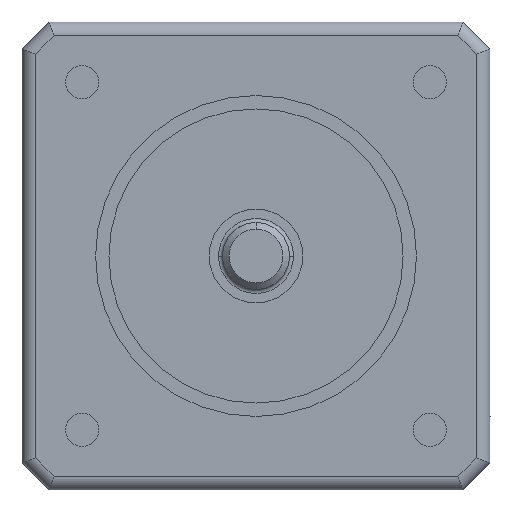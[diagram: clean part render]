
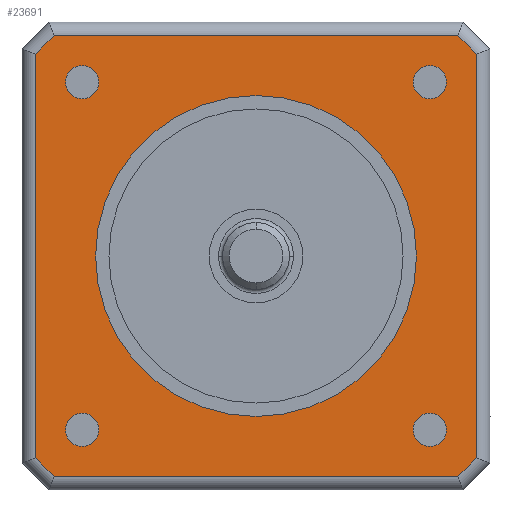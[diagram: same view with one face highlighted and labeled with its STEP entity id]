
A CAD part, left-side view. The second image highlights one B-rep face of the part: STEP entity #23691.
In plain terms, the highlighted planar face has unit normal (-1, 0, 0).
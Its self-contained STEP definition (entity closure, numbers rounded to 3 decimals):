
#1610=DIRECTION('',(0.,0.,1.));
#1611=VECTOR('',#1610,30.172);
#1612=CARTESIAN_POINT('',(-12.35,-16.5,-15.086));
#1613=LINE('',#1612,#1611);
#1628=CARTESIAN_POINT('',(-12.35,-16.5,-15.086));
#1663=DIRECTION('',(0.,-1.,0.));
#1664=VECTOR('',#1663,30.172);
#1665=CARTESIAN_POINT('',(-12.35,15.086,-16.5));
#1666=LINE('',#1665,#1664);
#1667=CARTESIAN_POINT('',(-12.35,-15.086,-16.5));
#1681=CARTESIAN_POINT('',(-12.35,15.086,-16.5));
#2243=DIRECTION('',(0.,1.,0.));
#2244=VECTOR('',#2243,30.172);
#2245=CARTESIAN_POINT('',(-12.35,-15.086,16.5));
#2246=LINE('',#2245,#2244);
#2247=CARTESIAN_POINT('',(-12.35,15.086,16.5));
#2257=CARTESIAN_POINT('',(-12.35,-15.086,16.5));
#2271=DIRECTION('',(0.,-0.707,0.707));
#2272=VECTOR('',#2271,2.);
#2273=CARTESIAN_POINT('',(-12.35,16.5,15.086));
#2274=LINE('',#2273,#2272);
#2275=DIRECTION('',(0.,-0.707,-0.707));
#2276=VECTOR('',#2275,2.);
#2277=CARTESIAN_POINT('',(-12.35,-15.086,16.5));
#2278=LINE('',#2277,#2276);
#2279=DIRECTION('',(0.,0.707,-0.707));
#2280=VECTOR('',#2279,2.);
#2281=CARTESIAN_POINT('',(-12.35,-16.5,-15.086));
#2282=LINE('',#2281,#2280);
#2283=DIRECTION('',(0.,0.707,0.707));
#2284=VECTOR('',#2283,2.);
#2285=CARTESIAN_POINT('',(-12.35,15.086,-16.5));
#2286=LINE('',#2285,#2284);
#2287=CARTESIAN_POINT('',(-12.35,0.,0.));
#2288=DIRECTION('',(-1.,0.,0.));
#2289=DIRECTION('',(0.,1.,0.));
#2290=AXIS2_PLACEMENT_3D('',#2287,#2288,#2289);
#2292=CARTESIAN_POINT('',(-12.35,0.,0.));
#2293=DIRECTION('',(-1.,0.,0.));
#2294=DIRECTION('',(0.,-1.,0.));
#2295=AXIS2_PLACEMENT_3D('',#2292,#2293,#2294);
#2297=CARTESIAN_POINT('',(-12.35,13.,13.));
#2298=DIRECTION('',(-1.,0.,0.));
#2299=DIRECTION('',(0.,1.,0.));
#2300=AXIS2_PLACEMENT_3D('',#2297,#2298,#2299);
#2302=CARTESIAN_POINT('',(-12.35,13.,13.));
#2303=DIRECTION('',(-1.,0.,0.));
#2304=DIRECTION('',(0.,-1.,0.));
#2305=AXIS2_PLACEMENT_3D('',#2302,#2303,#2304);
#2307=CARTESIAN_POINT('',(-12.35,13.,-13.));
#2308=DIRECTION('',(-1.,0.,0.));
#2309=DIRECTION('',(0.,0.,-1.));
#2310=AXIS2_PLACEMENT_3D('',#2307,#2308,#2309);
#2312=CARTESIAN_POINT('',(-12.35,13.,-13.));
#2313=DIRECTION('',(-1.,0.,0.));
#2314=DIRECTION('',(0.,0.,1.));
#2315=AXIS2_PLACEMENT_3D('',#2312,#2313,#2314);
#2317=CARTESIAN_POINT('',(-12.35,-13.,-13.));
#2318=DIRECTION('',(-1.,0.,0.));
#2319=DIRECTION('',(0.,-1.,0.));
#2320=AXIS2_PLACEMENT_3D('',#2317,#2318,#2319);
#2322=CARTESIAN_POINT('',(-12.35,-13.,-13.));
#2323=DIRECTION('',(-1.,0.,0.));
#2324=DIRECTION('',(0.,1.,0.));
#2325=AXIS2_PLACEMENT_3D('',#2322,#2323,#2324);
#2327=CARTESIAN_POINT('',(-12.35,-13.,13.));
#2328=DIRECTION('',(-1.,0.,0.));
#2329=DIRECTION('',(0.,0.,1.));
#2330=AXIS2_PLACEMENT_3D('',#2327,#2328,#2329);
#2332=CARTESIAN_POINT('',(-12.35,-13.,13.));
#2333=DIRECTION('',(-1.,0.,0.));
#2334=DIRECTION('',(0.,0.,-1.));
#2335=AXIS2_PLACEMENT_3D('',#2332,#2333,#2334);
#2341=DIRECTION('',(0.,0.,-1.));
#2342=VECTOR('',#2341,30.172);
#2343=CARTESIAN_POINT('',(-12.35,16.5,15.086));
#2344=LINE('',#2343,#2342);
#2345=CARTESIAN_POINT('',(-12.35,16.5,-15.086));
#16720=VERTEX_POINT('',#1628);
#16721=CARTESIAN_POINT('',(-12.35,-16.5,15.086));
#16722=VERTEX_POINT('',#16721);
#16723=VERTEX_POINT('',#1667);
#16724=VERTEX_POINT('',#1681);
#16727=VERTEX_POINT('',#2345);
#16888=VERTEX_POINT('',#2247);
#16889=CARTESIAN_POINT('',(-12.35,16.5,15.086));
#16890=VERTEX_POINT('',#16889);
#16891=VERTEX_POINT('',#2257);
#16892=CARTESIAN_POINT('',(-12.35,12.,0.));
#16893=CARTESIAN_POINT('',(-12.35,-12.,0.));
#16894=VERTEX_POINT('',#16892);
#16895=VERTEX_POINT('',#16893);
#16896=CARTESIAN_POINT('',(-12.35,14.25,13.));
#16897=CARTESIAN_POINT('',(-12.35,11.75,13.));
#16898=VERTEX_POINT('',#16896);
#16899=VERTEX_POINT('',#16897);
#16900=CARTESIAN_POINT('',(-12.35,13.,-14.25));
#16901=CARTESIAN_POINT('',(-12.35,13.,-11.75));
#16902=VERTEX_POINT('',#16900);
#16903=VERTEX_POINT('',#16901);
#16904=CARTESIAN_POINT('',(-12.35,-14.25,-13.));
#16905=CARTESIAN_POINT('',(-12.35,-11.75,-13.));
#16906=VERTEX_POINT('',#16904);
#16907=VERTEX_POINT('',#16905);
#16908=CARTESIAN_POINT('',(-12.35,-13.,14.25));
#16909=CARTESIAN_POINT('',(-12.35,-13.,11.75));
#16910=VERTEX_POINT('',#16908);
#16911=VERTEX_POINT('',#16909);
#23645=CARTESIAN_POINT('',(-12.35,0.,0.));
#23646=DIRECTION('',(-1.,0.,0.));
#23647=DIRECTION('',(0.,0.,-1.));
#23648=AXIS2_PLACEMENT_3D('',#23645,#23646,#23647);
#23649=PLANE('',#23648);
#23651=ORIENTED_EDGE('',*,*,#23650,.F.);
#23652=ORIENTED_EDGE('',*,*,#23610,.T.);
#23653=ORIENTED_EDGE('',*,*,#23625,.F.);
#23654=ORIENTED_EDGE('',*,*,#23636,.T.);
#23655=ORIENTED_EDGE('',*,*,#23113,.F.);
#23656=ORIENTED_EDGE('',*,*,#23129,.T.);
#23657=ORIENTED_EDGE('',*,*,#23169,.F.);
#23658=ORIENTED_EDGE('',*,*,#23184,.T.);
#23659=EDGE_LOOP('',(#23651,#23652,#23653,#23654,#23655,#23656,#23657,#23658));
#23660=FACE_OUTER_BOUND('',#23659,.F.);
#23662=ORIENTED_EDGE('',*,*,#23661,.T.);
#23664=ORIENTED_EDGE('',*,*,#23663,.T.);
#23665=EDGE_LOOP('',(#23662,#23664));
#23666=FACE_BOUND('',#23665,.F.);
#23668=ORIENTED_EDGE('',*,*,#23667,.T.);
#23670=ORIENTED_EDGE('',*,*,#23669,.T.);
#23671=EDGE_LOOP('',(#23668,#23670));
#23672=FACE_BOUND('',#23671,.F.);
#23674=ORIENTED_EDGE('',*,*,#23673,.T.);
#23676=ORIENTED_EDGE('',*,*,#23675,.T.);
#23677=EDGE_LOOP('',(#23674,#23676));
#23678=FACE_BOUND('',#23677,.F.);
#23680=ORIENTED_EDGE('',*,*,#23679,.T.);
#23682=ORIENTED_EDGE('',*,*,#23681,.T.);
#23683=EDGE_LOOP('',(#23680,#23682));
#23684=FACE_BOUND('',#23683,.F.);
#23686=ORIENTED_EDGE('',*,*,#23685,.T.);
#23688=ORIENTED_EDGE('',*,*,#23687,.T.);
#23689=EDGE_LOOP('',(#23686,#23688));
#23690=FACE_BOUND('',#23689,.F.);
#23691=ADVANCED_FACE('',(#23660,#23666,#23672,#23678,#23684,#23690),#23649,.T.);
#2291=CIRCLE('',#2290,12.);
#2296=CIRCLE('',#2295,12.);
#2301=CIRCLE('',#2300,1.25);
#2306=CIRCLE('',#2305,1.25);
#2311=CIRCLE('',#2310,1.25);
#2316=CIRCLE('',#2315,1.25);
#2321=CIRCLE('',#2320,1.25);
#2326=CIRCLE('',#2325,1.25);
#2331=CIRCLE('',#2330,1.25);
#2336=CIRCLE('',#2335,1.25);
#23113=EDGE_CURVE('',#16720,#16722,#1613,.T.);
#23129=EDGE_CURVE('',#16720,#16723,#2282,.T.);
#23169=EDGE_CURVE('',#16724,#16723,#1666,.T.);
#23184=EDGE_CURVE('',#16724,#16727,#2286,.T.);
#23610=EDGE_CURVE('',#16890,#16888,#2274,.T.);
#23625=EDGE_CURVE('',#16891,#16888,#2246,.T.);
#23636=EDGE_CURVE('',#16891,#16722,#2278,.T.);
#23650=EDGE_CURVE('',#16890,#16727,#2344,.T.);
#23661=EDGE_CURVE('',#16894,#16895,#2291,.T.);
#23663=EDGE_CURVE('',#16895,#16894,#2296,.T.);
#23667=EDGE_CURVE('',#16898,#16899,#2301,.T.);
#23669=EDGE_CURVE('',#16899,#16898,#2306,.T.);
#23673=EDGE_CURVE('',#16902,#16903,#2311,.T.);
#23675=EDGE_CURVE('',#16903,#16902,#2316,.T.);
#23679=EDGE_CURVE('',#16906,#16907,#2321,.T.);
#23681=EDGE_CURVE('',#16907,#16906,#2326,.T.);
#23685=EDGE_CURVE('',#16910,#16911,#2331,.T.);
#23687=EDGE_CURVE('',#16911,#16910,#2336,.T.);
